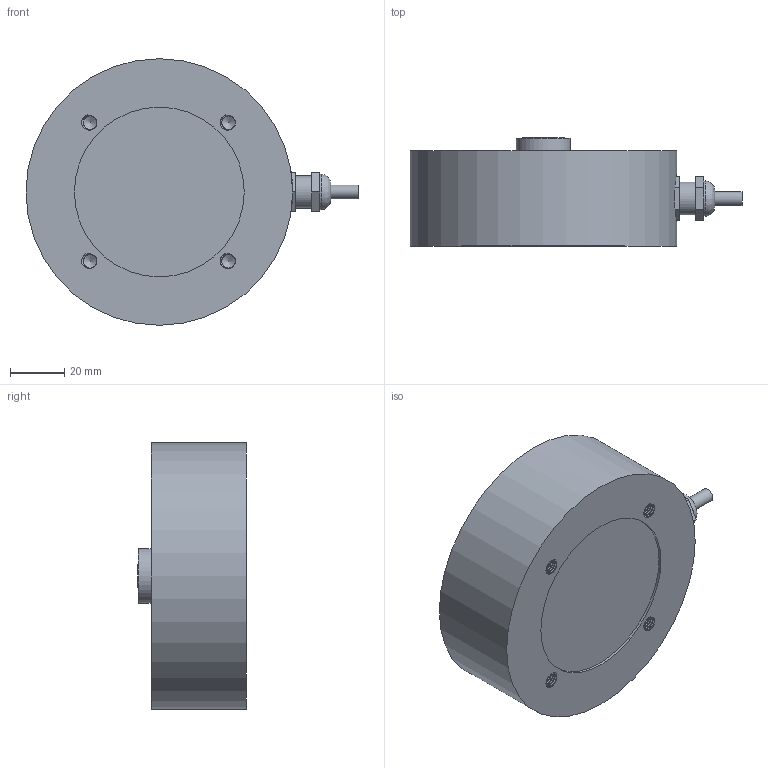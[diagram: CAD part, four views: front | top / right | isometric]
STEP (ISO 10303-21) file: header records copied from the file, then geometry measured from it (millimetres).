
FILE_DESCRIPTION(/* description */ (''),/* implementation_level */ '2;1');
FILE_NAME(/* name */ '266AS-5t v2.step',/* time_stamp */ '2020-02-04T13:57:10-08:00',/* author */ (''),/* organization */ (''),/* preprocessor_version */ 'ST-DEVELOPER v18',/* originating_system */ 'Autodesk Translation Framework v8.12.0.6',/* authorisation */ '');
FILE_SCHEMA (('AUTOMOTIVE_DESIGN { 1 0 10303 214 3 1 1 }'));
Length unit declared in the file: millimetre
Products named in the file (2): 266AS-5t; Connector
Assembly tree (1 placements, depth 2):
  266AS-5t
    Connector
Bounding box: 122.03 x 39.92 x 98 mm (x, y, z)
Volume: 262964.6 mm3; surface area: 29717.8 mm2
Topology: 2 solids, 2 shells, 187 faces, 473 edges, 298 vertices
Faces by surface type: cylinder 145, plane 27, bspline 9, cone 5, sphere 1
Full cylindrical faces by diameter (mm): 5.035 x64, 5.1 x1, 6.147 x56, 10 x1, 12 x2, 13 x1, 18 x1, 20 x1, 62.4 x1, 98 x1
Entity records: 12546 total; most frequent: CARTESIAN_POINT 8509, ORIENTED_EDGE 936, DIRECTION 634, EDGE_CURVE 468, VERTEX_POINT 298, B_SPLINE_CURVE_WITH_KNOTS 243, AXIS2_PLACEMENT_3D 228, EDGE_LOOP 200
